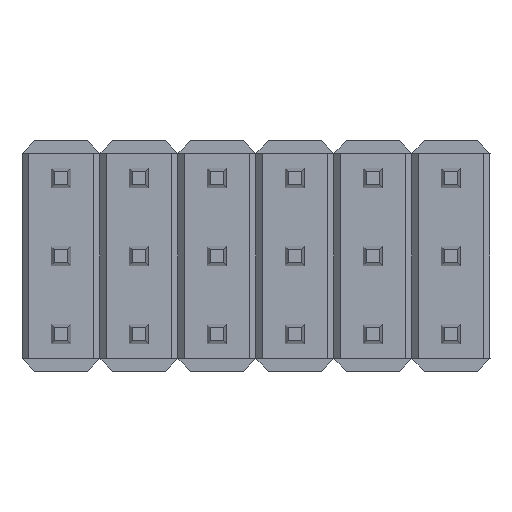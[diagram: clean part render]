
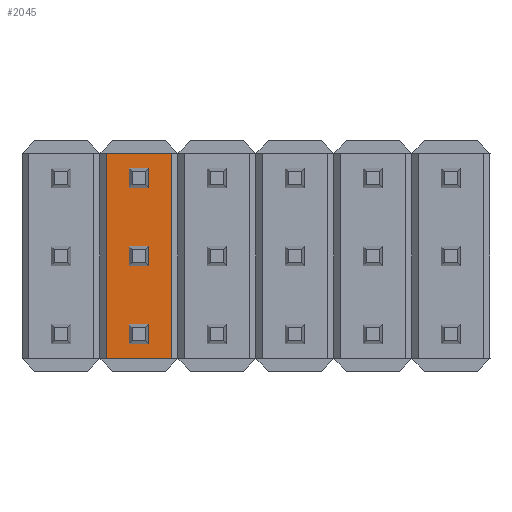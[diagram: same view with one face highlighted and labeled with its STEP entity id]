
A CAD part, front view. The second image highlights one B-rep face of the part: STEP entity #2045.
In plain terms, the highlighted planar face has unit normal (0, -1, 0).
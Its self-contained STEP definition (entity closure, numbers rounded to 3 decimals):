
#127 = LINE ( 'NONE', #8878, #4835 ) ;
#153 = CARTESIAN_POINT ( 'NONE',  ( 2.86, 0.54, -0.32 ) ) ;
#386 = LINE ( 'NONE', #1863, #2740 ) ;
#404 = CARTESIAN_POINT ( 'NONE',  ( 1.27, 0.54, -3.35 ) ) ;
#418 = CARTESIAN_POINT ( 'NONE',  ( 2.22, 0.54, -2.86 ) ) ;
#555 = CARTESIAN_POINT ( 'NONE',  ( 2.22, 0.54, -2.22 ) ) ;
#726 = EDGE_CURVE ( 'NONE', #6741, #4543, #9489, .T. ) ;
#883 = DIRECTION ( 'NONE',  ( 0., 0., 1. ) ) ;
#903 = EDGE_CURVE ( 'NONE', #4543, #6229, #4032, .T. ) ;
#1098 = DIRECTION ( 'NONE',  ( 1., 0., 0. ) ) ;
#1174 = CARTESIAN_POINT ( 'NONE',  ( 2.22, 0.54, -2.22 ) ) ;
#1188 = ORIENTED_EDGE ( 'NONE', *, *, #903, .T. ) ;
#1210 = VECTOR ( 'NONE', #6853, 1000. ) ;
#1291 = VERTEX_POINT ( 'NONE', #2143 ) ;
#1349 = VECTOR ( 'NONE', #4592, 1000. ) ;
#1430 = DIRECTION ( 'NONE',  ( 1., 0., 0. ) ) ;
#1436 = CARTESIAN_POINT ( 'NONE',  ( 2.22, 0.54, 0.32 ) ) ;
#1444 = LINE ( 'NONE', #404, #6468 ) ;
#1563 = DIRECTION ( 'NONE',  ( -1., 0., 0. ) ) ;
#1640 = ORIENTED_EDGE ( 'NONE', *, *, #5027, .T. ) ;
#1666 = CARTESIAN_POINT ( 'NONE',  ( 3.61, 0.54, 3.35 ) ) ;
#1667 = VECTOR ( 'NONE', #3113, 1000. ) ;
#1778 = VECTOR ( 'NONE', #6878, 1000. ) ;
#1779 = ORIENTED_EDGE ( 'NONE', *, *, #12859, .T. ) ;
#1797 = EDGE_CURVE ( 'NONE', #6091, #8286, #12075, .T. ) ;
#1863 = CARTESIAN_POINT ( 'NONE',  ( 1.27, 0.54, 3.35 ) ) ;
#2016 = CARTESIAN_POINT ( 'NONE',  ( 2.86, 0.54, 0.32 ) ) ;
#2020 = FACE_BOUND ( 'NONE', #10125, .T. ) ;
#2045 = ADVANCED_FACE ( 'NONE', ( #4711, #2020, #7066, #10000 ), #10820, .F. ) ;
#2085 = LINE ( 'NONE', #10457, #9750 ) ;
#2089 = CARTESIAN_POINT ( 'NONE',  ( 2.86, 0.54, -0.32 ) ) ;
#2143 = CARTESIAN_POINT ( 'NONE',  ( 2.22, 0.54, 2.22 ) ) ;
#2394 = ORIENTED_EDGE ( 'NONE', *, *, #12246, .T. ) ;
#2655 = CARTESIAN_POINT ( 'NONE',  ( 2.22, 0.54, -0.32 ) ) ;
#2740 = VECTOR ( 'NONE', #9861, 1000. ) ;
#3008 = CARTESIAN_POINT ( 'NONE',  ( 2.22, 0.54, -2.22 ) ) ;
#3027 = VERTEX_POINT ( 'NONE', #6077 ) ;
#3113 = DIRECTION ( 'NONE',  ( 0., 0., -1. ) ) ;
#3355 = VERTEX_POINT ( 'NONE', #1666 ) ;
#3356 = LINE ( 'NONE', #12938, #8359 ) ;
#3435 = CARTESIAN_POINT ( 'NONE',  ( 2.86, 0.54, 2.22 ) ) ;
#3447 = CARTESIAN_POINT ( 'NONE',  ( 2.86, 0.54, -2.22 ) ) ;
#3470 = EDGE_CURVE ( 'NONE', #8824, #12276, #127, .T. ) ;
#3494 = DIRECTION ( 'NONE',  ( 0., 0., -1. ) ) ;
#3570 = LINE ( 'NONE', #12580, #11200 ) ;
#3894 = CARTESIAN_POINT ( 'NONE',  ( 2.22, 0.54, -2.86 ) ) ;
#3903 = VECTOR ( 'NONE', #8434, 1000. ) ;
#3988 = EDGE_CURVE ( 'NONE', #1291, #3027, #8867, .T. ) ;
#4032 = LINE ( 'NONE', #555, #1349 ) ;
#4198 = VECTOR ( 'NONE', #5432, 1000. ) ;
#4460 = VECTOR ( 'NONE', #1098, 1000. ) ;
#4543 = VERTEX_POINT ( 'NONE', #3894 ) ;
#4583 = EDGE_CURVE ( 'NONE', #3027, #6091, #11313, .T. ) ;
#4592 = DIRECTION ( 'NONE',  ( 0., 0., 1. ) ) ;
#4634 = ORIENTED_EDGE ( 'NONE', *, *, #5390, .T. ) ;
#4711 = FACE_BOUND ( 'NONE', #7520, .T. ) ;
#4718 = VERTEX_POINT ( 'NONE', #5171 ) ;
#4799 = ORIENTED_EDGE ( 'NONE', *, *, #726, .T. ) ;
#4835 = VECTOR ( 'NONE', #883, 1000. ) ;
#5005 = CARTESIAN_POINT ( 'NONE',  ( 2.22, 0.54, 2.86 ) ) ;
#5027 = EDGE_CURVE ( 'NONE', #11244, #8257, #3570, .T. ) ;
#5171 = CARTESIAN_POINT ( 'NONE',  ( 3.61, 0.54, -3.35 ) ) ;
#5200 = LINE ( 'NONE', #7557, #5502 ) ;
#5390 = EDGE_CURVE ( 'NONE', #9626, #8129, #7015, .T. ) ;
#5432 = DIRECTION ( 'NONE',  ( -1., 0., 0. ) ) ;
#5502 = VECTOR ( 'NONE', #1563, 1000. ) ;
#5637 = DIRECTION ( 'NONE',  ( 0., 0., -1. ) ) ;
#5732 = VECTOR ( 'NONE', #12941, 1000. ) ;
#5782 = CARTESIAN_POINT ( 'NONE',  ( 2.86, 0.54, 2.86 ) ) ;
#5901 = EDGE_CURVE ( 'NONE', #11244, #3355, #386, .T. ) ;
#6077 = CARTESIAN_POINT ( 'NONE',  ( 2.22, 0.54, 2.86 ) ) ;
#6091 = VERTEX_POINT ( 'NONE', #5782 ) ;
#6172 = EDGE_LOOP ( 'NONE', ( #6502, #9309, #1640, #1779 ) ) ;
#6211 = ORIENTED_EDGE ( 'NONE', *, *, #9047, .T. ) ;
#6229 = VERTEX_POINT ( 'NONE', #3008 ) ;
#6257 = LINE ( 'NONE', #1436, #3903 ) ;
#6317 = EDGE_CURVE ( 'NONE', #6229, #6999, #11155, .T. ) ;
#6468 = VECTOR ( 'NONE', #1430, 1000. ) ;
#6502 = ORIENTED_EDGE ( 'NONE', *, *, #6596, .F. ) ;
#6596 = EDGE_CURVE ( 'NONE', #3355, #4718, #2085, .T. ) ;
#6688 = CARTESIAN_POINT ( 'NONE',  ( 2.86, 0.54, -2.86 ) ) ;
#6741 = VERTEX_POINT ( 'NONE', #6688 ) ;
#6853 = DIRECTION ( 'NONE',  ( 0., 0., 1. ) ) ;
#6878 = DIRECTION ( 'NONE',  ( 0., 0., -1. ) ) ;
#6999 = VERTEX_POINT ( 'NONE', #10024 ) ;
#7015 = LINE ( 'NONE', #2089, #1667 ) ;
#7066 = FACE_BOUND ( 'NONE', #10076, .T. ) ;
#7312 = EDGE_CURVE ( 'NONE', #12276, #9626, #6257, .T. ) ;
#7352 = CARTESIAN_POINT ( 'NONE',  ( 2.86, 0.54, 2.22 ) ) ;
#7441 = ORIENTED_EDGE ( 'NONE', *, *, #12787, .T. ) ;
#7520 = EDGE_LOOP ( 'NONE', ( #7441, #4799, #1188, #8840 ) ) ;
#7557 = CARTESIAN_POINT ( 'NONE',  ( 2.22, 0.54, 2.22 ) ) ;
#7913 = ORIENTED_EDGE ( 'NONE', *, *, #3470, .T. ) ;
#7998 = DIRECTION ( 'NONE',  ( -1., 0., 0. ) ) ;
#8129 = VERTEX_POINT ( 'NONE', #153 ) ;
#8257 = VERTEX_POINT ( 'NONE', #9374 ) ;
#8286 = VERTEX_POINT ( 'NONE', #3435 ) ;
#8359 = VECTOR ( 'NONE', #7998, 1000. ) ;
#8360 = ORIENTED_EDGE ( 'NONE', *, *, #3988, .T. ) ;
#8434 = DIRECTION ( 'NONE',  ( 1., 0., 0. ) ) ;
#8824 = VERTEX_POINT ( 'NONE', #2655 ) ;
#8840 = ORIENTED_EDGE ( 'NONE', *, *, #6317, .T. ) ;
#8867 = LINE ( 'NONE', #12792, #1210 ) ;
#8878 = CARTESIAN_POINT ( 'NONE',  ( 2.22, 0.54, -0.32 ) ) ;
#8957 = VECTOR ( 'NONE', #10402, 1000. ) ;
#9047 = EDGE_CURVE ( 'NONE', #8129, #8824, #3356, .T. ) ;
#9309 = ORIENTED_EDGE ( 'NONE', *, *, #5901, .F. ) ;
#9374 = CARTESIAN_POINT ( 'NONE',  ( 1.47, 0.54, -3.35 ) ) ;
#9489 = LINE ( 'NONE', #418, #4198 ) ;
#9626 = VERTEX_POINT ( 'NONE', #2016 ) ;
#9750 = VECTOR ( 'NONE', #3494, 1000. ) ;
#9861 = DIRECTION ( 'NONE',  ( 1., 0., 0. ) ) ;
#9916 = DIRECTION ( 'NONE',  ( 0., 0., 1. ) ) ;
#9922 = ORIENTED_EDGE ( 'NONE', *, *, #7312, .T. ) ;
#10000 = FACE_OUTER_BOUND ( 'NONE', #6172, .T. ) ;
#10024 = CARTESIAN_POINT ( 'NONE',  ( 2.86, 0.54, -2.22 ) ) ;
#10043 = DIRECTION ( 'NONE',  ( 0., 1., 0. ) ) ;
#10069 = ORIENTED_EDGE ( 'NONE', *, *, #4583, .T. ) ;
#10076 = EDGE_LOOP ( 'NONE', ( #8360, #10069, #10999, #2394 ) ) ;
#10125 = EDGE_LOOP ( 'NONE', ( #6211, #7913, #9922, #4634 ) ) ;
#10402 = DIRECTION ( 'NONE',  ( 0., 0., -1. ) ) ;
#10457 = CARTESIAN_POINT ( 'NONE',  ( 3.61, 0.54, 3.35 ) ) ;
#10643 = CARTESIAN_POINT ( 'NONE',  ( 1.27, 0.54, 3.35 ) ) ;
#10820 = PLANE ( 'NONE',  #11836 ) ;
#10898 = CARTESIAN_POINT ( 'NONE',  ( 1.47, 0.54, 3.35 ) ) ;
#10964 = LINE ( 'NONE', #3447, #8957 ) ;
#10999 = ORIENTED_EDGE ( 'NONE', *, *, #1797, .T. ) ;
#11155 = LINE ( 'NONE', #1174, #4460 ) ;
#11200 = VECTOR ( 'NONE', #5637, 1000. ) ;
#11244 = VERTEX_POINT ( 'NONE', #10898 ) ;
#11313 = LINE ( 'NONE', #5005, #5732 ) ;
#11547 = CARTESIAN_POINT ( 'NONE',  ( 2.22, 0.54, 0.32 ) ) ;
#11836 = AXIS2_PLACEMENT_3D ( 'NONE', #10643, #10043, #9916 ) ;
#12075 = LINE ( 'NONE', #7352, #1778 ) ;
#12246 = EDGE_CURVE ( 'NONE', #8286, #1291, #5200, .T. ) ;
#12276 = VERTEX_POINT ( 'NONE', #11547 ) ;
#12580 = CARTESIAN_POINT ( 'NONE',  ( 1.47, 0.54, 3.35 ) ) ;
#12787 = EDGE_CURVE ( 'NONE', #6999, #6741, #10964, .T. ) ;
#12792 = CARTESIAN_POINT ( 'NONE',  ( 2.22, 0.54, 2.22 ) ) ;
#12859 = EDGE_CURVE ( 'NONE', #8257, #4718, #1444, .T. ) ;
#12938 = CARTESIAN_POINT ( 'NONE',  ( 2.22, 0.54, -0.32 ) ) ;
#12941 = DIRECTION ( 'NONE',  ( 1., 0., 0. ) ) ;
